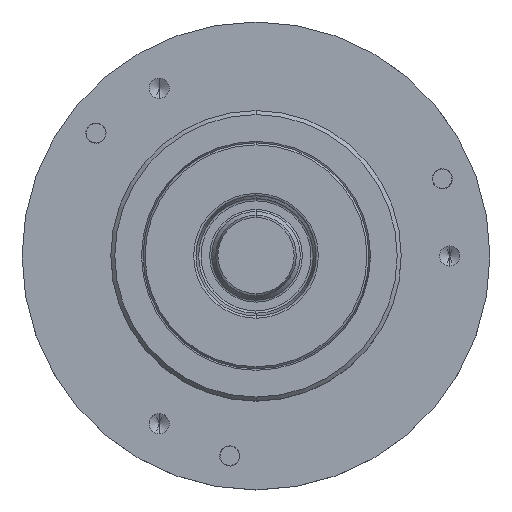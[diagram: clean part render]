
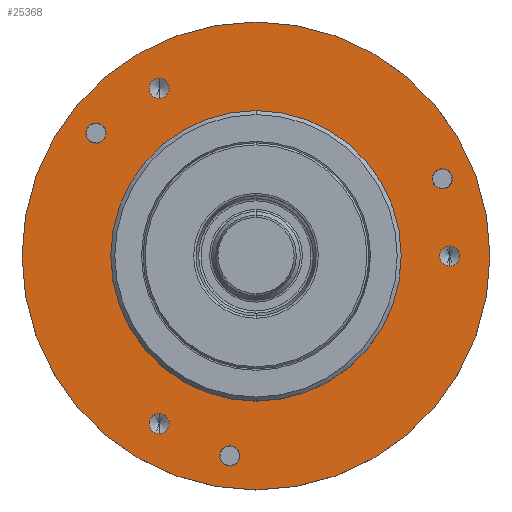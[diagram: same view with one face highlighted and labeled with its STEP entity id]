
A CAD part, top view. The second image highlights one B-rep face of the part: STEP entity #25368.
In plain terms, the highlighted planar face has unit normal (0, 0, 1).
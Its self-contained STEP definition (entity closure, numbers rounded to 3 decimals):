
#3933=CARTESIAN_POINT('',(0.,0.,17.));
#3934=DIRECTION('',(0.,0.,1.));
#3935=DIRECTION('',(1.,0.,0.));
#3936=AXIS2_PLACEMENT_3D('',#3933,#3934,#3935);
#3938=CARTESIAN_POINT('',(0.,0.,17.));
#3939=DIRECTION('',(0.,0.,1.));
#3940=DIRECTION('',(-1.,0.,0.));
#3941=AXIS2_PLACEMENT_3D('',#3938,#3939,#3940);
#3943=CARTESIAN_POINT('',(-19.834,15.219,17.));
#3944=DIRECTION('',(0.,0.,-1.));
#3945=DIRECTION('',(-0.793,0.609,0.));
#3946=AXIS2_PLACEMENT_3D('',#3943,#3944,#3945);
#3948=CARTESIAN_POINT('',(-19.834,15.219,17.));
#3949=DIRECTION('',(0.,0.,-1.));
#3950=DIRECTION('',(0.793,-0.609,0.));
#3951=AXIS2_PLACEMENT_3D('',#3948,#3949,#3950);
#3953=CARTESIAN_POINT('',(-3.263,-24.786,17.));
#3954=DIRECTION('',(0.,0.,-1.));
#3955=DIRECTION('',(-0.131,-0.991,0.));
#3956=AXIS2_PLACEMENT_3D('',#3953,#3954,#3955);
#3958=CARTESIAN_POINT('',(-3.263,-24.786,17.));
#3959=DIRECTION('',(0.,0.,-1.));
#3960=DIRECTION('',(0.131,0.991,0.));
#3961=AXIS2_PLACEMENT_3D('',#3958,#3959,#3960);
#3963=CARTESIAN_POINT('',(23.097,9.567,17.));
#3964=DIRECTION('',(0.,0.,-1.));
#3965=DIRECTION('',(0.924,0.383,0.));
#3966=AXIS2_PLACEMENT_3D('',#3963,#3964,#3965);
#3968=CARTESIAN_POINT('',(23.097,9.567,17.));
#3969=DIRECTION('',(0.,0.,-1.));
#3970=DIRECTION('',(-0.924,-0.383,0.));
#3971=AXIS2_PLACEMENT_3D('',#3968,#3969,#3970);
#3973=CARTESIAN_POINT('',(-12.,-20.785,17.));
#3974=DIRECTION('',(0.,0.,1.));
#3975=DIRECTION('',(0.,-1.,0.));
#3976=AXIS2_PLACEMENT_3D('',#3973,#3974,#3975);
#3978=CARTESIAN_POINT('',(-12.,-20.785,17.));
#3979=DIRECTION('',(0.,0.,1.));
#3980=DIRECTION('',(0.,1.,0.));
#3981=AXIS2_PLACEMENT_3D('',#3978,#3979,#3980);
#3983=CARTESIAN_POINT('',(-12.,20.785,17.));
#3984=DIRECTION('',(0.,0.,1.));
#3985=DIRECTION('',(0.,-1.,0.));
#3986=AXIS2_PLACEMENT_3D('',#3983,#3984,#3985);
#3988=CARTESIAN_POINT('',(-12.,20.785,17.));
#3989=DIRECTION('',(0.,0.,1.));
#3990=DIRECTION('',(0.,1.,0.));
#3991=AXIS2_PLACEMENT_3D('',#3988,#3989,#3990);
#3993=CARTESIAN_POINT('',(24.,0.,17.));
#3994=DIRECTION('',(0.,0.,1.));
#3995=DIRECTION('',(0.,-1.,0.));
#3996=AXIS2_PLACEMENT_3D('',#3993,#3994,#3995);
#3998=CARTESIAN_POINT('',(24.,0.,17.));
#3999=DIRECTION('',(0.,0.,1.));
#4000=DIRECTION('',(0.,1.,0.));
#4001=AXIS2_PLACEMENT_3D('',#3998,#3999,#4000);
#4011=CARTESIAN_POINT('',(0.,0.,17.));
#4012=DIRECTION('',(0.,0.,1.));
#4013=DIRECTION('',(0.,1.,0.));
#4014=AXIS2_PLACEMENT_3D('',#4011,#4012,#4013);
#4048=CARTESIAN_POINT('',(0.,0.,17.));
#4049=DIRECTION('',(0.,0.,-1.));
#4050=DIRECTION('',(0.,1.,0.));
#4051=AXIS2_PLACEMENT_3D('',#4048,#4049,#4050);
#20496=CARTESIAN_POINT('',(0.,18.,17.));
#20497=CARTESIAN_POINT('',(0.,-18.,17.));
#20498=VERTEX_POINT('',#20496);
#20499=VERTEX_POINT('',#20497);
#20500=CARTESIAN_POINT('',(29.,0.,17.));
#20501=CARTESIAN_POINT('',(-29.,0.,17.));
#20502=VERTEX_POINT('',#20500);
#20503=VERTEX_POINT('',#20501);
#20504=CARTESIAN_POINT('',(-20.826,15.98,17.));
#20505=CARTESIAN_POINT('',(-18.842,14.458,17.));
#20506=VERTEX_POINT('',#20504);
#20507=VERTEX_POINT('',#20505);
#20508=CARTESIAN_POINT('',(-3.426,-26.025,17.));
#20509=CARTESIAN_POINT('',(-3.1,-23.547,17.));
#20510=VERTEX_POINT('',#20508);
#20511=VERTEX_POINT('',#20509);
#20512=CARTESIAN_POINT('',(24.252,10.045,17.));
#20513=CARTESIAN_POINT('',(21.942,9.089,17.));
#20514=VERTEX_POINT('',#20512);
#20515=VERTEX_POINT('',#20513);
#20522=CARTESIAN_POINT('',(-12.,-22.035,17.));
#20523=CARTESIAN_POINT('',(-12.,-19.535,17.));
#20524=VERTEX_POINT('',#20522);
#20525=VERTEX_POINT('',#20523);
#20532=CARTESIAN_POINT('',(-12.,19.535,17.));
#20533=CARTESIAN_POINT('',(-12.,22.035,17.));
#20534=VERTEX_POINT('',#20532);
#20535=VERTEX_POINT('',#20533);
#20542=CARTESIAN_POINT('',(24.,-1.25,17.));
#20543=CARTESIAN_POINT('',(24.,1.25,17.));
#20544=VERTEX_POINT('',#20542);
#20545=VERTEX_POINT('',#20543);
#25316=CARTESIAN_POINT('',(0.,0.,17.));
#25317=DIRECTION('',(0.,0.,-1.));
#25318=DIRECTION('',(0.,1.,0.));
#25319=AXIS2_PLACEMENT_3D('',#25316,#25317,#25318);
#25320=PLANE('',#25319);
#25321=ORIENTED_EDGE('',*,*,#25306,.F.);
#25323=ORIENTED_EDGE('',*,*,#25322,.F.);
#25324=EDGE_LOOP('',(#25321,#25323));
#25325=FACE_OUTER_BOUND('',#25324,.F.);
#25327=ORIENTED_EDGE('',*,*,#25326,.T.);
#25329=ORIENTED_EDGE('',*,*,#25328,.F.);
#25330=EDGE_LOOP('',(#25327,#25329));
#25331=FACE_BOUND('',#25330,.F.);
#25333=ORIENTED_EDGE('',*,*,#25332,.F.);
#25335=ORIENTED_EDGE('',*,*,#25334,.F.);
#25336=EDGE_LOOP('',(#25333,#25335));
#25337=FACE_BOUND('',#25336,.F.);
#25339=ORIENTED_EDGE('',*,*,#25338,.F.);
#25341=ORIENTED_EDGE('',*,*,#25340,.F.);
#25342=EDGE_LOOP('',(#25339,#25341));
#25343=FACE_BOUND('',#25342,.F.);
#25345=ORIENTED_EDGE('',*,*,#25344,.F.);
#25347=ORIENTED_EDGE('',*,*,#25346,.F.);
#25348=EDGE_LOOP('',(#25345,#25347));
#25349=FACE_BOUND('',#25348,.F.);
#25351=ORIENTED_EDGE('',*,*,#25350,.T.);
#25353=ORIENTED_EDGE('',*,*,#25352,.T.);
#25354=EDGE_LOOP('',(#25351,#25353));
#25355=FACE_BOUND('',#25354,.F.);
#25357=ORIENTED_EDGE('',*,*,#25356,.T.);
#25359=ORIENTED_EDGE('',*,*,#25358,.T.);
#25360=EDGE_LOOP('',(#25357,#25359));
#25361=FACE_BOUND('',#25360,.F.);
#25363=ORIENTED_EDGE('',*,*,#25362,.T.);
#25365=ORIENTED_EDGE('',*,*,#25364,.T.);
#25366=EDGE_LOOP('',(#25363,#25365));
#25367=FACE_BOUND('',#25366,.F.);
#3937=CIRCLE('',#3936,29.);
#3942=CIRCLE('',#3941,29.);
#3947=CIRCLE('',#3946,1.25);
#3952=CIRCLE('',#3951,1.25);
#3957=CIRCLE('',#3956,1.25);
#3962=CIRCLE('',#3961,1.25);
#3967=CIRCLE('',#3966,1.25);
#3972=CIRCLE('',#3971,1.25);
#3977=CIRCLE('',#3976,1.25);
#3982=CIRCLE('',#3981,1.25);
#3987=CIRCLE('',#3986,1.25);
#3992=CIRCLE('',#3991,1.25);
#3997=CIRCLE('',#3996,1.25);
#4002=CIRCLE('',#4001,1.25);
#4015=CIRCLE('',#4014,18.);
#4052=CIRCLE('',#4051,18.);
#25306=EDGE_CURVE('',#20502,#20503,#3937,.T.);
#25322=EDGE_CURVE('',#20503,#20502,#3942,.T.);
#25326=EDGE_CURVE('',#20498,#20499,#4015,.T.);
#25328=EDGE_CURVE('',#20498,#20499,#4052,.T.);
#25332=EDGE_CURVE('',#20506,#20507,#3947,.T.);
#25334=EDGE_CURVE('',#20507,#20506,#3952,.T.);
#25338=EDGE_CURVE('',#20510,#20511,#3957,.T.);
#25340=EDGE_CURVE('',#20511,#20510,#3962,.T.);
#25344=EDGE_CURVE('',#20514,#20515,#3967,.T.);
#25346=EDGE_CURVE('',#20515,#20514,#3972,.T.);
#25350=EDGE_CURVE('',#20524,#20525,#3977,.T.);
#25352=EDGE_CURVE('',#20525,#20524,#3982,.T.);
#25356=EDGE_CURVE('',#20534,#20535,#3987,.T.);
#25358=EDGE_CURVE('',#20535,#20534,#3992,.T.);
#25362=EDGE_CURVE('',#20544,#20545,#3997,.T.);
#25364=EDGE_CURVE('',#20545,#20544,#4002,.T.);
#25368=ADVANCED_FACE('',(#25325,#25331,#25337,#25343,#25349,#25355,#25361,
#25367),#25320,.F.);
